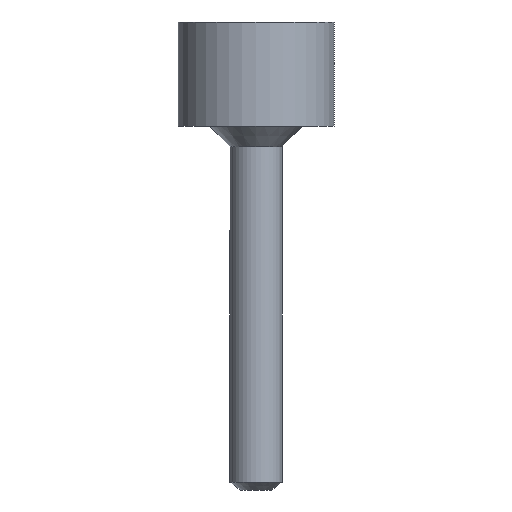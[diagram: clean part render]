
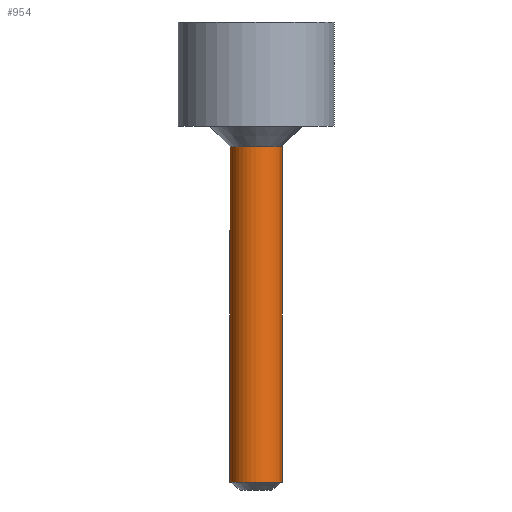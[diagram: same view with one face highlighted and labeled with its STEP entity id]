
A CAD part, front view. The second image highlights one B-rep face of the part: STEP entity #954.
In plain terms, the highlighted cylindrical face has radius 0.5 mm (diameter 1 mm), a full revolution.
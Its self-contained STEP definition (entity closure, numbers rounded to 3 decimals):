
#117=CYLINDRICAL_SURFACE('',#1036,0.5);
#120=FACE_OUTER_BOUND('',#176,.T.);
#176=EDGE_LOOP('',(#659,#660,#661,#662,#663));
#237=LINE('',#1268,#316);
#316=VECTOR('',#1093,0.5);
#395=CIRCLE('',#1034,0.5);
#396=CIRCLE('',#1035,0.5);
#397=CIRCLE('',#1037,0.5);
#412=VERTEX_POINT('',#1261);
#413=VERTEX_POINT('',#1263);
#414=VERTEX_POINT('',#1267);
#510=EDGE_CURVE('',#412,#413,#395,.T.);
#511=EDGE_CURVE('',#413,#412,#396,.T.);
#512=EDGE_CURVE('',#413,#414,#237,.T.);
#513=EDGE_CURVE('',#414,#414,#397,.T.);
#659=ORIENTED_EDGE('',*,*,#510,.F.);
#660=ORIENTED_EDGE('',*,*,#511,.F.);
#661=ORIENTED_EDGE('',*,*,#512,.T.);
#662=ORIENTED_EDGE('',*,*,#513,.T.);
#663=ORIENTED_EDGE('',*,*,#512,.F.);
#954=ADVANCED_FACE('',(#120),#117,.T.);
#1034=AXIS2_PLACEMENT_3D('',#1264,#1087,#1088);
#1035=AXIS2_PLACEMENT_3D('',#1265,#1089,#1090);
#1036=AXIS2_PLACEMENT_3D('',#1266,#1091,#1092);
#1037=AXIS2_PLACEMENT_3D('',#1269,#1094,#1095);
#1087=DIRECTION('center_axis',(0.,0.,1.));
#1088=DIRECTION('ref_axis',(0.,1.,0.));
#1089=DIRECTION('center_axis',(0.,0.,1.));
#1090=DIRECTION('ref_axis',(0.,1.,0.));
#1091=DIRECTION('center_axis',(0.,0.,1.));
#1092=DIRECTION('ref_axis',(0.,-1.,0.));
#1093=DIRECTION('',(0.,0.,-1.));
#1094=DIRECTION('center_axis',(0.,0.,1.));
#1095=DIRECTION('ref_axis',(0.,-1.,0.));
#1261=CARTESIAN_POINT('',(0.,-0.5,-0.4));
#1263=CARTESIAN_POINT('',(0.,0.5,-0.4));
#1264=CARTESIAN_POINT('Origin',(0.,0.,-0.4));
#1265=CARTESIAN_POINT('Origin',(0.,0.,-0.4));
#1266=CARTESIAN_POINT('Origin',(0.,0.,-3.425));
#1267=CARTESIAN_POINT('',(0.,0.5,-6.85));
#1268=CARTESIAN_POINT('',(0.,0.5,-3.425));
#1269=CARTESIAN_POINT('Origin',(0.,0.,-6.85));
